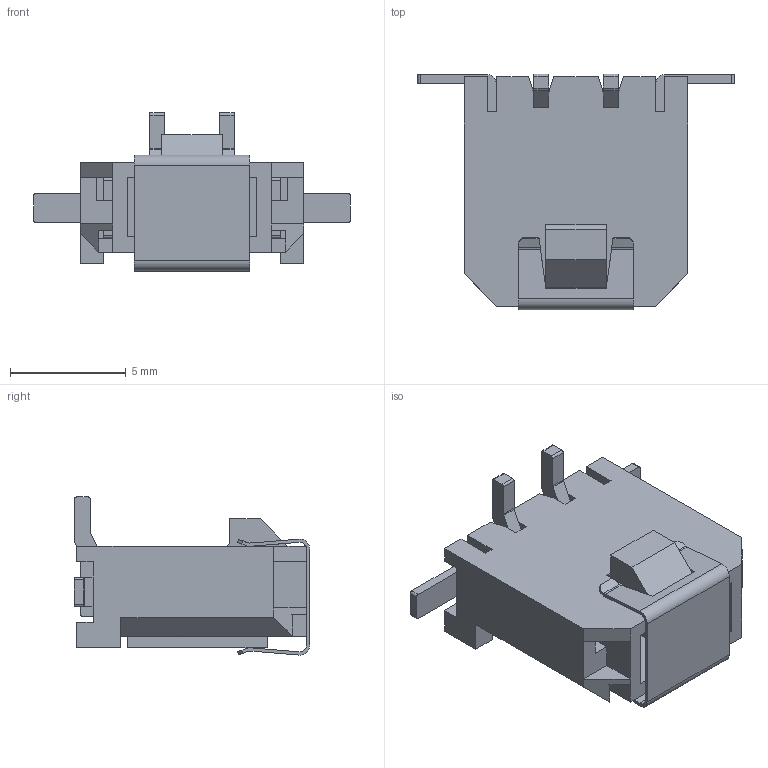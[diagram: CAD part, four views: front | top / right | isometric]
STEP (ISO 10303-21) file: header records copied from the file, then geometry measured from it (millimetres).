
FILE_DESCRIPTION(/* description */ ('Unknown'),/* implementation_level */ '2;1');
FILE_NAME(/* name */ '662302131824',/* time_stamp */ '2022-12-12T10:32:58+01:00',/* author */ ('Unknown'),/* organization */ ('Unknown'),/* preprocessor_version */ 'ST-DEVELOPER v18.102',/* originating_system */ 'Solid Edge',/* authorisation */ 'Unknown');
FILE_SCHEMA (('AUTOMOTIVE_DESIGN {1 0 10303 214 3 1 1}'));
Length unit declared in the file: millimetre
Products named in the file (5): 6623xx131824; 662302131822; 6623xx131824_Pin; 6623xx13182y_Cap2; 6623xx13182y_Patte
Assembly tree (6 placements, depth 2):
  6623xx131824
    662302131822
    6623xx131824_Pin  x2
    6623xx13182y_Cap2
    6623xx13182y_Patte  x2
Bounding box: 13.65 x 10.15 x 6.81 mm (x, y, z)
Volume: 257.3 mm3; surface area: 859.4 mm2
Topology: 6 solids, 6 shells, 273 faces, 762 edges, 496 vertices
Faces by surface type: plane 230, cylinder 43
Entity records: 7469 total; most frequent: CARTESIAN_POINT 1274, ORIENTED_EDGE 1264, DIRECTION 1146, EDGE_CURVE 632, LINE 578, VECTOR 578, VERTEX_POINT 412, AXIS2_PLACEMENT_3D 284
